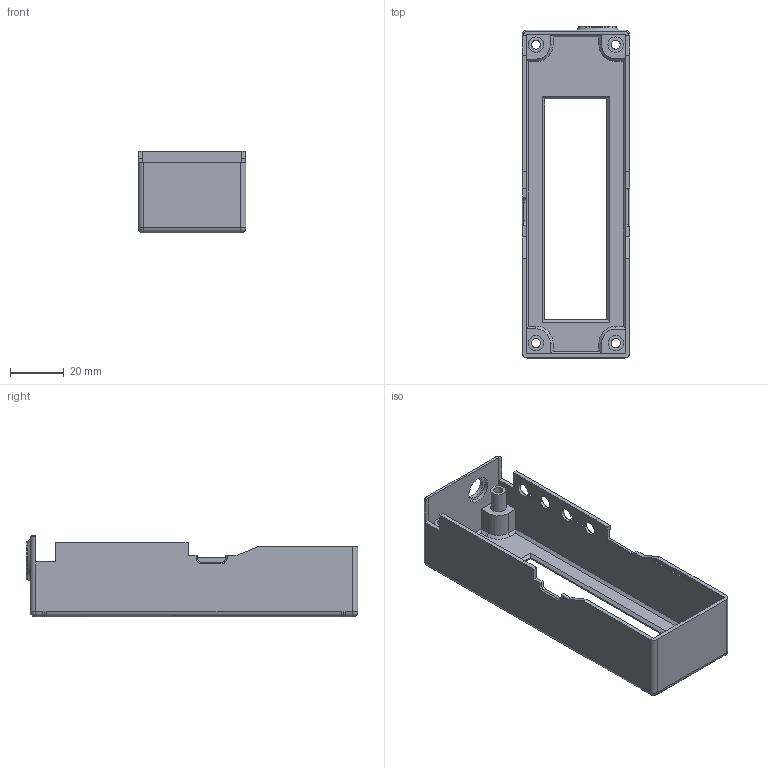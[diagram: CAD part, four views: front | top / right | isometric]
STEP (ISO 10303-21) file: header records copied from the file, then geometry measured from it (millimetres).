
FILE_DESCRIPTION(('FreeCAD Model'),'2;1');
FILE_NAME('Open CASCADE Shape Model','2023-07-04T10:48:41',('Author'),( ''),'Open CASCADE STEP processor 7.6','FreeCAD','Unknown');
FILE_SCHEMA(('AUTOMOTIVE_DESIGN { 1 0 10303 214 1 1 1 1 }'));
Length unit declared in the file: millimetre
Products named in the file (1): Body_bottom_case
Bounding box: 40 x 123 x 30.29 mm (x, y, z)
Volume: 18085.2 mm3; surface area: 23403.2 mm2
Topology: 1 solids, 1 shells, 190 faces, 494 edges, 308 vertices
Faces by surface type: plane 126, cylinder 36, cone 16, bspline 8, sphere 4
Full cylindrical faces by diameter (mm): 3.4 x4, 5 x4, 5.7 x4, 8 x1, 10 x1, 14 x1
Entity records: 14002 total; most frequent: CARTESIAN_POINT 2526, DIRECTION 1841, LINE 1253, VECTOR 1253, ORIENTED_EDGE 980, PCURVE 980, DEFINITIONAL_REPRESENTATION 980, EDGE_CURVE 490
